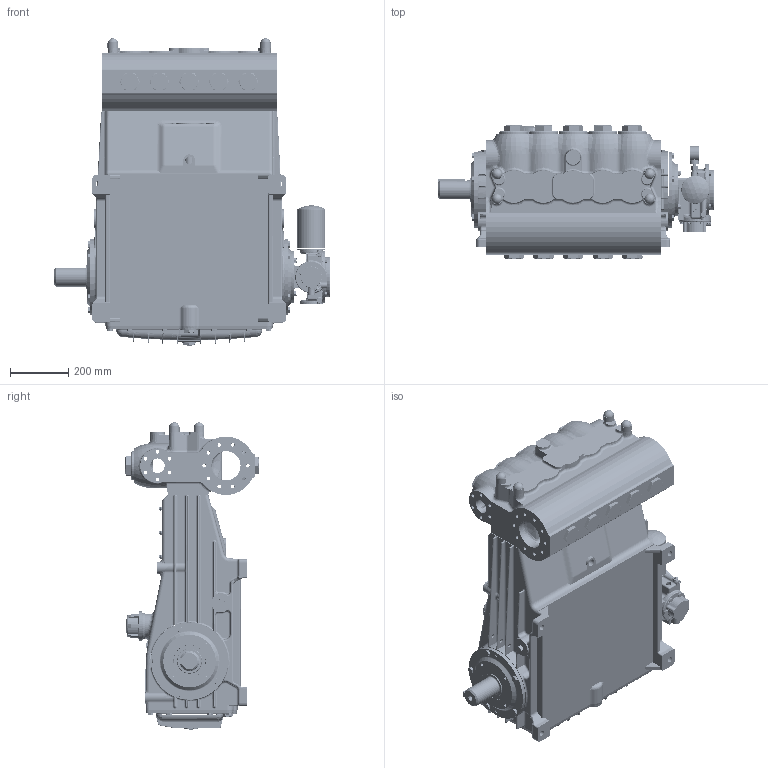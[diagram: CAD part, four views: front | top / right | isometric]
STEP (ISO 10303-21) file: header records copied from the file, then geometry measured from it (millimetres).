
FILE_DESCRIPTION (( 'STEP AP203' ), '1' );
FILE_NAME ('RAM100HCH.STEP', '2016-05-11T12:08:00', ( 'IT' ), ( 'Microsoft' ), 'SwSTEP 2.0', 'SolidWorks 2016', '' );
FILE_SCHEMA (( 'CONFIG_CONTROL_DESIGN' ));
Length unit declared in the file: inch
Products named in the file (1): RAM100HCH
Bounding box: 944.5 x 457 x 1054.29 mm (x, y, z)
Surface area: 4197815.7 mm2 (no closed solid volume)
Topology: 0 solids, 293 shells, 3375 faces, 18806 edges, 15396 vertices
Faces by surface type: plane 1170, cylinder 1037, bspline 411, cone 390, torus 318, sphere 49
Entity records: 244362 total; most frequent: CARTESIAN_POINT 114860, ORIENTED_EDGE 25212, DIRECTION 21654, EDGE_CURVE 18706, VERTEX_POINT 15382, VECTOR 7890, LINE 7890, AXIS2_PLACEMENT_3D 6882
